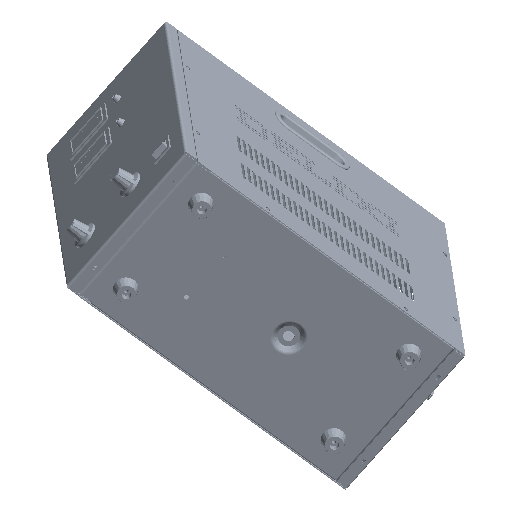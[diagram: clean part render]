
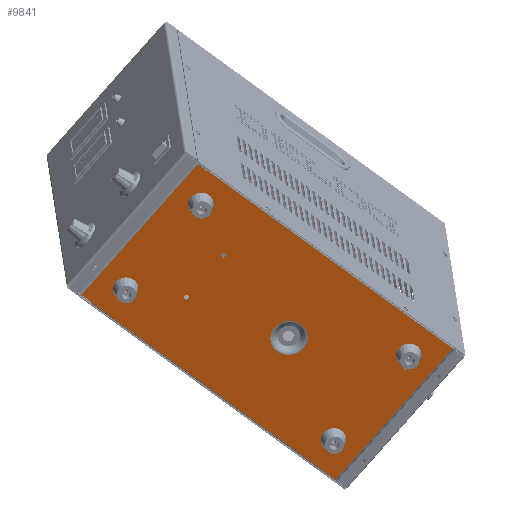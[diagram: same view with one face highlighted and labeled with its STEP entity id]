
A CAD part, top view. The second image highlights one B-rep face of the part: STEP entity #9841.
In plain terms, the highlighted face is planar.
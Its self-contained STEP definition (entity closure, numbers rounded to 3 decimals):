
#6526=FACE_BOUND('',#17969,.T.);
#6527=FACE_BOUND('',#17970,.T.);
#6528=FACE_BOUND('',#17971,.T.);
#6529=FACE_BOUND('',#17972,.T.);
#6530=FACE_BOUND('',#17973,.T.);
#6531=FACE_BOUND('',#17974,.T.);
#6532=FACE_BOUND('',#17975,.T.);
#6533=FACE_BOUND('',#17976,.T.);
#6534=FACE_BOUND('',#17977,.T.);
#8441=PLANE('',#68245);
#9841=ADVANCED_FACE('NONE',(#6526,#6527,#6528,#6529,#6530,#6531,#6532,#6533,
#6534),#8441,.F.);
#17969=EDGE_LOOP('',(#29527,#29528,#29529,#29530,#29531,#29532,#29533,#29534));
#17970=EDGE_LOOP('',(#29535,#29536));
#17971=EDGE_LOOP('',(#29537,#29538));
#17972=EDGE_LOOP('',(#29539,#29540));
#17973=EDGE_LOOP('',(#29541,#29542));
#17974=EDGE_LOOP('',(#29543,#29544));
#17975=EDGE_LOOP('',(#29545,#29546));
#17976=EDGE_LOOP('',(#29547,#29548));
#17977=EDGE_LOOP('',(#29549,#29550));
#22465=CIRCLE('',#68086,19.777);
#22476=CIRCLE('',#68103,1.5);
#22478=CIRCLE('',#68106,1.5);
#22480=CIRCLE('',#68109,1.5);
#22482=CIRCLE('',#68112,1.5);
#22484=CIRCLE('',#68115,1.5);
#22486=CIRCLE('',#68118,2.5);
#22488=CIRCLE('',#68121,2.5);
#22545=CIRCLE('',#68237,2.5);
#22546=CIRCLE('',#68238,2.5);
#22547=CIRCLE('',#68239,1.5);
#22548=CIRCLE('',#68240,1.5);
#22549=CIRCLE('',#68241,1.5);
#22550=CIRCLE('',#68242,1.5);
#22551=CIRCLE('',#68243,1.5);
#22552=CIRCLE('',#68244,19.777);
#29527=ORIENTED_EDGE('',*,*,#51042,.T.);
#29528=ORIENTED_EDGE('',*,*,#51129,.T.);
#29529=ORIENTED_EDGE('',*,*,#51111,.T.);
#29530=ORIENTED_EDGE('',*,*,#51120,.F.);
#29531=ORIENTED_EDGE('',*,*,#51058,.T.);
#29532=ORIENTED_EDGE('',*,*,#51118,.F.);
#29533=ORIENTED_EDGE('',*,*,#51115,.F.);
#29534=ORIENTED_EDGE('',*,*,#51130,.T.);
#29535=ORIENTED_EDGE('',*,*,#50964,.T.);
#29536=ORIENTED_EDGE('',*,*,#51131,.T.);
#29537=ORIENTED_EDGE('',*,*,#50960,.T.);
#29538=ORIENTED_EDGE('',*,*,#51132,.T.);
#29539=ORIENTED_EDGE('',*,*,#50956,.T.);
#29540=ORIENTED_EDGE('',*,*,#51133,.T.);
#29541=ORIENTED_EDGE('',*,*,#50952,.T.);
#29542=ORIENTED_EDGE('',*,*,#51134,.T.);
#29543=ORIENTED_EDGE('',*,*,#50948,.T.);
#29544=ORIENTED_EDGE('',*,*,#51135,.T.);
#29545=ORIENTED_EDGE('',*,*,#50944,.T.);
#29546=ORIENTED_EDGE('',*,*,#51136,.T.);
#29547=ORIENTED_EDGE('',*,*,#50940,.T.);
#29548=ORIENTED_EDGE('',*,*,#51137,.T.);
#29549=ORIENTED_EDGE('',*,*,#51138,.T.);
#29550=ORIENTED_EDGE('',*,*,#50922,.T.);
#44656=VERTEX_POINT('',#98252);
#44659=VERTEX_POINT('',#98257);
#44669=VERTEX_POINT('',#98291);
#44670=VERTEX_POINT('',#98293);
#44673=VERTEX_POINT('',#98300);
#44674=VERTEX_POINT('',#98302);
#44677=VERTEX_POINT('',#98309);
#44678=VERTEX_POINT('',#98311);
#44681=VERTEX_POINT('',#98318);
#44682=VERTEX_POINT('',#98320);
#44685=VERTEX_POINT('',#98327);
#44686=VERTEX_POINT('',#98329);
#44689=VERTEX_POINT('',#98336);
#44690=VERTEX_POINT('',#98338);
#44693=VERTEX_POINT('',#98345);
#44694=VERTEX_POINT('',#98347);
#44742=VERTEX_POINT('',#98501);
#44743=VERTEX_POINT('',#98502);
#44750=VERTEX_POINT('',#98533);
#44751=VERTEX_POINT('',#98534);
#44763=VERTEX_POINT('',#98581);
#44775=VERTEX_POINT('',#98626);
#44776=VERTEX_POINT('',#98630);
#44779=VERTEX_POINT('',#98638);
#50922=EDGE_CURVE('NONE',#44656,#44659,#22465,.T.);
#50940=EDGE_CURVE('NONE',#44670,#44669,#22476,.T.);
#50944=EDGE_CURVE('NONE',#44674,#44673,#22478,.T.);
#50948=EDGE_CURVE('NONE',#44678,#44677,#22480,.T.);
#50952=EDGE_CURVE('NONE',#44682,#44681,#22482,.T.);
#50956=EDGE_CURVE('NONE',#44686,#44685,#22484,.T.);
#50960=EDGE_CURVE('NONE',#44690,#44689,#22486,.T.);
#50964=EDGE_CURVE('NONE',#44694,#44693,#22488,.T.);
#51042=EDGE_CURVE('NONE',#44742,#44743,#59209,.T.);
#51058=EDGE_CURVE('NONE',#44750,#44751,#59221,.T.);
#51111=EDGE_CURVE('NONE',#44763,#44776,#59257,.T.);
#51115=EDGE_CURVE('NONE',#44775,#44779,#59261,.T.);
#51118=EDGE_CURVE('NONE',#44779,#44751,#59264,.T.);
#51120=EDGE_CURVE('NONE',#44750,#44776,#59266,.T.);
#51129=EDGE_CURVE('NONE',#44743,#44763,#59267,.T.);
#51130=EDGE_CURVE('NONE',#44775,#44742,#59268,.T.);
#51131=EDGE_CURVE('NONE',#44693,#44694,#22545,.T.);
#51132=EDGE_CURVE('NONE',#44689,#44690,#22546,.T.);
#51133=EDGE_CURVE('NONE',#44685,#44686,#22547,.T.);
#51134=EDGE_CURVE('NONE',#44681,#44682,#22548,.T.);
#51135=EDGE_CURVE('NONE',#44677,#44678,#22549,.T.);
#51136=EDGE_CURVE('NONE',#44673,#44674,#22550,.T.);
#51137=EDGE_CURVE('NONE',#44669,#44670,#22551,.T.);
#51138=EDGE_CURVE('NONE',#44659,#44656,#22552,.T.);
#59209=LINE('',#98500,#63684);
#59221=LINE('',#98532,#63696);
#59257=LINE('',#98629,#63732);
#59261=LINE('',#98637,#63736);
#59264=LINE('',#98642,#63739);
#59266=LINE('',#98645,#63741);
#59267=LINE('',#98656,#63742);
#59268=LINE('',#98657,#63743);
#63684=VECTOR('',#77474,1.);
#63696=VECTOR('',#77510,1.);
#63732=VECTOR('',#77616,1.);
#63736=VECTOR('',#77622,1.);
#63739=VECTOR('',#77627,1.);
#63741=VECTOR('',#77631,1.);
#63742=VECTOR('',#77652,1.);
#63743=VECTOR('',#77653,1.);
#68086=AXIS2_PLACEMENT_3D('',#98258,#77223,#77224);
#68103=AXIS2_PLACEMENT_3D('',#98292,#77264,#77265);
#68106=AXIS2_PLACEMENT_3D('',#98301,#77272,#77273);
#68109=AXIS2_PLACEMENT_3D('',#98310,#77280,#77281);
#68112=AXIS2_PLACEMENT_3D('',#98319,#77288,#77289);
#68115=AXIS2_PLACEMENT_3D('',#98328,#77296,#77297);
#68118=AXIS2_PLACEMENT_3D('',#98337,#77304,#77305);
#68121=AXIS2_PLACEMENT_3D('',#98346,#77312,#77313);
#68237=AXIS2_PLACEMENT_3D('',#98658,#77654,#77655);
#68238=AXIS2_PLACEMENT_3D('',#98659,#77656,#77657);
#68239=AXIS2_PLACEMENT_3D('',#98660,#77658,#77659);
#68240=AXIS2_PLACEMENT_3D('',#98661,#77660,#77661);
#68241=AXIS2_PLACEMENT_3D('',#98662,#77662,#77663);
#68242=AXIS2_PLACEMENT_3D('',#98663,#77664,#77665);
#68243=AXIS2_PLACEMENT_3D('',#98664,#77666,#77667);
#68244=AXIS2_PLACEMENT_3D('',#98665,#77668,#77669);
#68245=AXIS2_PLACEMENT_3D('',#98666,#77670,#77671);
#77223=DIRECTION('',(0.,0.,1.));
#77224=DIRECTION('',(1.,0.,0.));
#77264=DIRECTION('',(0.,0.,1.));
#77265=DIRECTION('',(1.,0.,0.));
#77272=DIRECTION('',(0.,0.,1.));
#77273=DIRECTION('',(1.,0.,0.));
#77280=DIRECTION('',(0.,0.,1.));
#77281=DIRECTION('',(1.,0.,0.));
#77288=DIRECTION('',(0.,0.,1.));
#77289=DIRECTION('',(1.,0.,0.));
#77296=DIRECTION('',(0.,0.,1.));
#77297=DIRECTION('',(1.,0.,0.));
#77304=DIRECTION('',(0.,0.,1.));
#77305=DIRECTION('',(1.,0.,0.));
#77312=DIRECTION('',(0.,0.,1.));
#77313=DIRECTION('',(1.,0.,0.));
#77474=DIRECTION('',(0.,-1.,0.));
#77510=DIRECTION('',(0.,1.,0.));
#77616=DIRECTION('',(0.,1.,0.));
#77622=DIRECTION('',(0.,-1.,0.));
#77627=DIRECTION('',(-1.,0.,0.));
#77631=DIRECTION('',(1.,0.,0.));
#77652=DIRECTION('',(-1.,0.,0.));
#77653=DIRECTION('',(1.,0.,0.));
#77654=DIRECTION('',(0.,0.,1.));
#77655=DIRECTION('',(1.,0.,0.));
#77656=DIRECTION('',(0.,0.,1.));
#77657=DIRECTION('',(1.,0.,0.));
#77658=DIRECTION('',(0.,0.,1.));
#77659=DIRECTION('',(1.,0.,0.));
#77660=DIRECTION('',(0.,0.,1.));
#77661=DIRECTION('',(1.,0.,0.));
#77662=DIRECTION('',(0.,0.,1.));
#77663=DIRECTION('',(1.,0.,0.));
#77664=DIRECTION('',(0.,0.,1.));
#77665=DIRECTION('',(1.,0.,0.));
#77666=DIRECTION('',(0.,0.,1.));
#77667=DIRECTION('',(1.,0.,0.));
#77668=DIRECTION('',(0.,0.,1.));
#77669=DIRECTION('',(1.,0.,0.));
#77670=DIRECTION('',(0.,0.,1.));
#77671=DIRECTION('',(1.,0.,0.));
#98252=CARTESIAN_POINT('',(10.725,0.,-1.));
#98257=CARTESIAN_POINT('',(50.279,0.,-1.));
#98258=CARTESIAN_POINT('',(30.502,0.,-1.));
#98291=CARTESIAN_POINT('',(149.002,-48.5,-1.));
#98292=CARTESIAN_POINT('',(150.502,-48.5,-1.));
#98293=CARTESIAN_POINT('',(152.002,-48.5,-1.));
#98300=CARTESIAN_POINT('',(-143.998,-62.5,-1.));
#98301=CARTESIAN_POINT('',(-142.498,-62.5,-1.));
#98302=CARTESIAN_POINT('',(-140.998,-62.5,-1.));
#98309=CARTESIAN_POINT('',(-143.998,62.5,-1.));
#98310=CARTESIAN_POINT('',(-142.498,62.5,-1.));
#98311=CARTESIAN_POINT('',(-140.998,62.5,-1.));
#98318=CARTESIAN_POINT('',(142.002,62.5,-1.));
#98319=CARTESIAN_POINT('',(143.502,62.5,-1.));
#98320=CARTESIAN_POINT('',(145.002,62.5,-1.));
#98327=CARTESIAN_POINT('',(142.002,-62.5,-1.));
#98328=CARTESIAN_POINT('',(143.502,-62.5,-1.));
#98329=CARTESIAN_POINT('',(145.002,-62.5,-1.));
#98336=CARTESIAN_POINT('',(-87.998,-31.5,-1.));
#98337=CARTESIAN_POINT('',(-85.498,-31.5,-1.));
#98338=CARTESIAN_POINT('',(-82.998,-31.5,-1.));
#98345=CARTESIAN_POINT('',(-87.998,30.5,-1.));
#98346=CARTESIAN_POINT('',(-85.498,30.5,-1.));
#98347=CARTESIAN_POINT('',(-82.998,30.5,-1.));
#98500=CARTESIAN_POINT('',(175.043,97.,-1.));
#98501=CARTESIAN_POINT('',(175.043,97.,-1.));
#98502=CARTESIAN_POINT('',(175.043,-97.,-1.));
#98532=CARTESIAN_POINT('',(-175.043,-96.5,-1.));
#98533=CARTESIAN_POINT('',(-175.043,-96.5,-1.));
#98534=CARTESIAN_POINT('',(-175.043,96.5,-1.));
#98581=CARTESIAN_POINT('',(-160.75,-97.,-1.));
#98626=CARTESIAN_POINT('',(-160.75,97.,-1.));
#98629=CARTESIAN_POINT('',(-160.75,-97.,-1.));
#98630=CARTESIAN_POINT('',(-160.75,-96.5,-1.));
#98637=CARTESIAN_POINT('',(-160.75,97.,-1.));
#98638=CARTESIAN_POINT('',(-160.75,96.5,-1.));
#98642=CARTESIAN_POINT('',(175.25,96.5,-1.));
#98645=CARTESIAN_POINT('',(175.25,-96.5,-1.));
#98656=CARTESIAN_POINT('',(175.25,-97.,-1.));
#98657=CARTESIAN_POINT('',(-160.75,97.,-1.));
#98658=CARTESIAN_POINT('',(-85.498,30.5,-1.));
#98659=CARTESIAN_POINT('',(-85.498,-31.5,-1.));
#98660=CARTESIAN_POINT('',(143.502,-62.5,-1.));
#98661=CARTESIAN_POINT('',(143.502,62.5,-1.));
#98662=CARTESIAN_POINT('',(-142.498,62.5,-1.));
#98663=CARTESIAN_POINT('',(-142.498,-62.5,-1.));
#98664=CARTESIAN_POINT('',(150.502,-48.5,-1.));
#98665=CARTESIAN_POINT('',(30.502,0.,-1.));
#98666=CARTESIAN_POINT('',(0.,0.,-1.));
